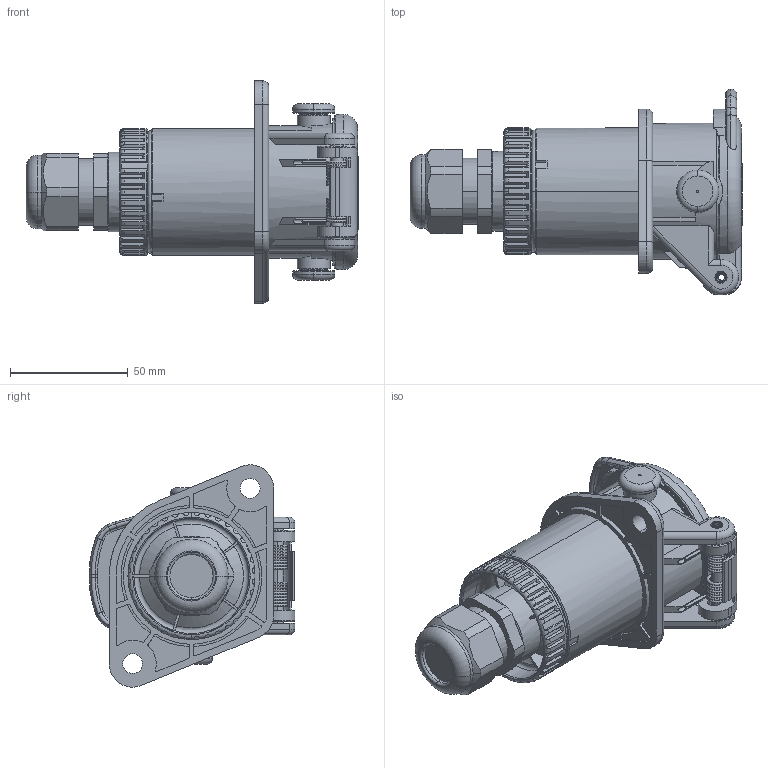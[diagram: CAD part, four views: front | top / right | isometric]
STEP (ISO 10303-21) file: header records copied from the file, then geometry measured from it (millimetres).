
FILE_DESCRIPTION((''),'2;1');
FILE_NAME('141013_SW0001','2021-06-04T09:57:49',('teru'),(''),'CREO PARAMETRIC BY PTC INC, 2017380','CREO PARAMETRIC BY PTC INC, 2017380','');
FILE_SCHEMA(('CONFIG_CONTROL_DESIGN'));
Length unit declared in the file: millimetre
Products named in the file (1): 141013_SW0001
Bounding box: 141.25 x 87.52 x 94.56 mm (x, y, z)
Volume: 302433.4 mm3; surface area: 56360.7 mm2
Topology: 13 solids, 13 shells, 1288 faces, 3476 edges, 2248 vertices
Faces by surface type: plane 735, cylinder 315, torus 137, cone 98, sphere 2, bspline 1
Entity records: 44275 total; most frequent: CARTESIAN_POINT 11497, ORIENTED_EDGE 6952, DIRECTION 6770, EDGE_CURVE 3476, AXIS2_PLACEMENT_3D 2299, VERTEX_POINT 2248, VECTOR 2172, LINE 2172
